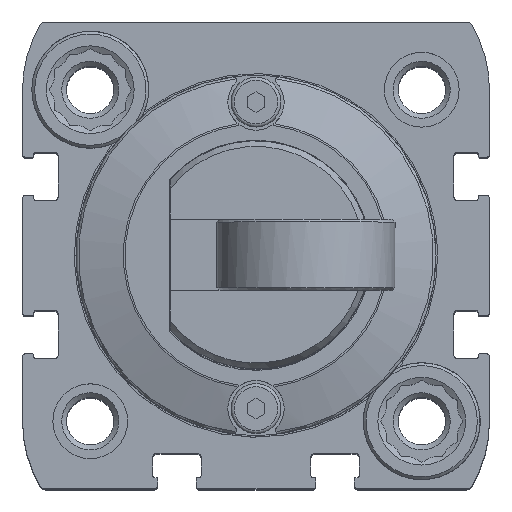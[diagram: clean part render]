
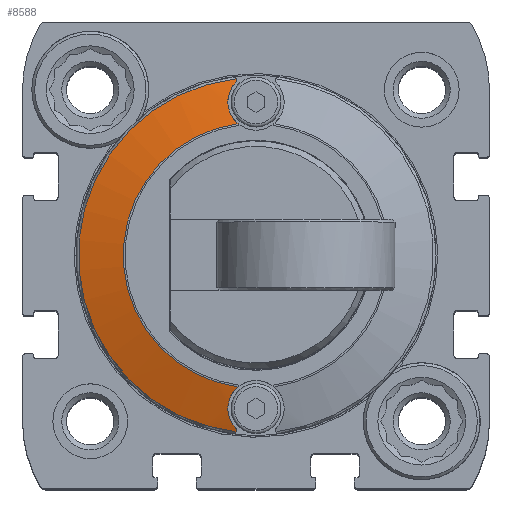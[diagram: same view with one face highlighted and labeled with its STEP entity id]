
A CAD part, top view. The second image highlights one B-rep face of the part: STEP entity #8588.
In plain terms, the highlighted spherical face has radius 77 mm.
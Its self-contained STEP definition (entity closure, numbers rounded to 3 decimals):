
#18=SPHERICAL_SURFACE('',#9540,77.);
#417=B_SPLINE_CURVE_WITH_KNOTS('',3,(#14841,#14842,#14843,#14844,#14845),
 .UNSPECIFIED.,.F.,.F.,(4,1,4),(0.001,0.004,
0.008),.UNSPECIFIED.);
#419=B_SPLINE_CURVE_WITH_KNOTS('',3,(#14860,#14861,#14862,#14863),
 .UNSPECIFIED.,.F.,.F.,(4,4),(0.,0.001),
 .UNSPECIFIED.);
#420=B_SPLINE_CURVE_WITH_KNOTS('',3,(#14865,#14866,#14867,#14868,#14869),
 .UNSPECIFIED.,.F.,.F.,(4,1,4),(0.,0.003,
0.007),.UNSPECIFIED.);
#421=B_SPLINE_CURVE_WITH_KNOTS('',3,(#14871,#14872,#14873,#14874),
 .UNSPECIFIED.,.F.,.F.,(4,4),(0.,0.001),
 .UNSPECIFIED.);
#4028=ORIENTED_EDGE('',*,*,#5359,.F.);
#4029=ORIENTED_EDGE('',*,*,#5353,.T.);
#4030=ORIENTED_EDGE('',*,*,#5358,.T.);
#4031=ORIENTED_EDGE('',*,*,#5360,.T.);
#4032=ORIENTED_EDGE('',*,*,#5361,.F.);
#4033=ORIENTED_EDGE('',*,*,#5362,.F.);
#5353=EDGE_CURVE('',#6237,#6236,#417,.T.);
#5358=EDGE_CURVE('',#6236,#6240,#6702,.T.);
#5359=EDGE_CURVE('',#6237,#6241,#419,.T.);
#5360=EDGE_CURVE('',#6240,#6242,#420,.T.);
#5361=EDGE_CURVE('',#6243,#6242,#421,.T.);
#5362=EDGE_CURVE('',#6241,#6243,#6703,.T.);
#6236=VERTEX_POINT('',#14840);
#6237=VERTEX_POINT('',#14846);
#6240=VERTEX_POINT('',#14857);
#6241=VERTEX_POINT('',#14864);
#6242=VERTEX_POINT('',#14870);
#6243=VERTEX_POINT('',#14875);
#6702=CIRCLE('',#9539,18.629);
#6703=CIRCLE('',#9541,24.912);
#7273=EDGE_LOOP('',(#4028,#4029,#4030,#4031,#4032,#4033));
#7884=FACE_BOUND('',#7273,.T.);
#8588=ADVANCED_FACE('',(#7884),#18,.T.);
#9539=AXIS2_PLACEMENT_3D('',#14858,#11926,#11927);
#9540=AXIS2_PLACEMENT_3D('',#14859,#11928,#11929);
#9541=AXIS2_PLACEMENT_3D('',#14876,#11930,#11931);
#11926=DIRECTION('',(0.,-1.,0.));
#11927=DIRECTION('',(0.,0.,-1.));
#11928=DIRECTION('',(0.,-1.,0.));
#11929=DIRECTION('',(0.,0.,-1.));
#11930=DIRECTION('',(0.,-1.,0.));
#11931=DIRECTION('',(0.,0.,-1.));
#14840=CARTESIAN_POINT('',(18.458,8.22,2.519));
#14841=CARTESIAN_POINT('',(24.194,6.551,2.889));
#14842=CARTESIAN_POINT('',(23.403,6.784,3.626));
#14843=CARTESIAN_POINT('',(21.223,7.422,4.388));
#14844=CARTESIAN_POINT('',(19.159,8.018,3.367));
#14845=CARTESIAN_POINT('',(18.458,8.22,2.519));
#14846=CARTESIAN_POINT('',(24.194,6.551,2.889));
#14857=CARTESIAN_POINT('',(-18.458,8.22,2.519));
#14858=CARTESIAN_POINT('',(0.,8.22,0.));
#14859=CARTESIAN_POINT('',(0.,-66.492,0.));
#14860=CARTESIAN_POINT('',(24.194,6.551,2.889));
#14861=CARTESIAN_POINT('',(24.345,6.506,2.748));
#14862=CARTESIAN_POINT('',(24.572,6.431,2.717));
#14863=CARTESIAN_POINT('',(24.753,6.367,2.804));
#14864=CARTESIAN_POINT('',(24.753,6.367,2.804));
#14865=CARTESIAN_POINT('',(-18.458,8.22,2.519));
#14866=CARTESIAN_POINT('',(-19.16,8.018,3.368));
#14867=CARTESIAN_POINT('',(-21.227,7.421,4.388));
#14868=CARTESIAN_POINT('',(-23.403,6.784,3.626));
#14869=CARTESIAN_POINT('',(-24.194,6.551,2.889));
#14870=CARTESIAN_POINT('',(-24.194,6.551,2.889));
#14871=CARTESIAN_POINT('',(-24.753,6.367,2.804));
#14872=CARTESIAN_POINT('',(-24.572,6.431,2.717));
#14873=CARTESIAN_POINT('',(-24.345,6.506,2.748));
#14874=CARTESIAN_POINT('',(-24.194,6.551,2.889));
#14875=CARTESIAN_POINT('',(-24.753,6.367,2.804));
#14876=CARTESIAN_POINT('',(0.,6.367,0.));
